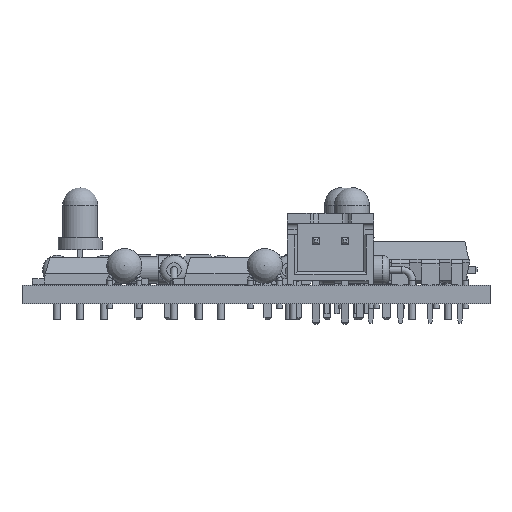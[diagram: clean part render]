
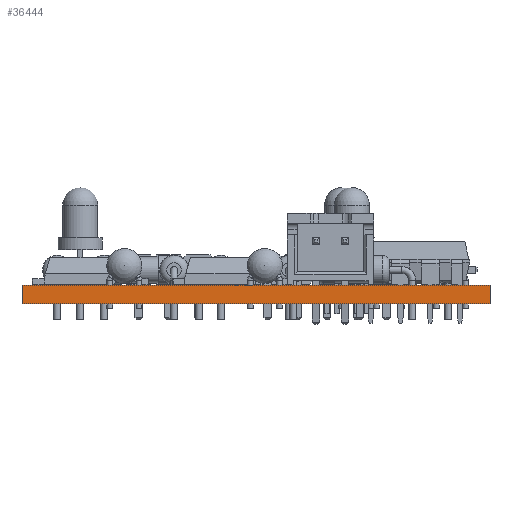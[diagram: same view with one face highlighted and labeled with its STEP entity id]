
A CAD part, front view. The second image highlights one B-rep face of the part: STEP entity #36444.
In plain terms, the highlighted planar face has unit normal (0, -1, 0).
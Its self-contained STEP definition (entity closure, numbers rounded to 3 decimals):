
#36444 = ADVANCED_FACE('',(#36445),#36479,.T.);
#36445 = FACE_BOUND('',#36446,.T.);
#36446 = EDGE_LOOP('',(#36447,#36457,#36465,#36473));
#36447 = ORIENTED_EDGE('',*,*,#36448,.T.);
#36448 = EDGE_CURVE('',#36449,#36451,#36453,.T.);
#36449 = VERTEX_POINT('',#36450);
#36450 = CARTESIAN_POINT('',(135.,-160.,0.));
#36451 = VERTEX_POINT('',#36452);
#36452 = CARTESIAN_POINT('',(135.,-160.,1.6));
#36453 = LINE('',#36454,#36455);
#36454 = CARTESIAN_POINT('',(135.,-160.,0.));
#36455 = VECTOR('',#36456,1.);
#36456 = DIRECTION('',(0.,0.,1.));
#36457 = ORIENTED_EDGE('',*,*,#36458,.T.);
#36458 = EDGE_CURVE('',#36451,#36459,#36461,.T.);
#36459 = VERTEX_POINT('',#36460);
#36460 = CARTESIAN_POINT('',(95.,-160.,1.6));
#36461 = LINE('',#36462,#36463);
#36462 = CARTESIAN_POINT('',(135.,-160.,1.6));
#36463 = VECTOR('',#36464,1.);
#36464 = DIRECTION('',(-1.,0.,0.));
#36465 = ORIENTED_EDGE('',*,*,#36466,.F.);
#36466 = EDGE_CURVE('',#36467,#36459,#36469,.T.);
#36467 = VERTEX_POINT('',#36468);
#36468 = CARTESIAN_POINT('',(95.,-160.,0.));
#36469 = LINE('',#36470,#36471);
#36470 = CARTESIAN_POINT('',(95.,-160.,0.));
#36471 = VECTOR('',#36472,1.);
#36472 = DIRECTION('',(0.,0.,1.));
#36473 = ORIENTED_EDGE('',*,*,#36474,.F.);
#36474 = EDGE_CURVE('',#36449,#36467,#36475,.T.);
#36475 = LINE('',#36476,#36477);
#36476 = CARTESIAN_POINT('',(135.,-160.,0.));
#36477 = VECTOR('',#36478,1.);
#36478 = DIRECTION('',(-1.,0.,0.));
#36479 = PLANE('',#36480);
#36480 = AXIS2_PLACEMENT_3D('',#36481,#36482,#36483);
#36481 = CARTESIAN_POINT('',(135.,-160.,0.));
#36482 = DIRECTION('',(0.,-1.,0.));
#36483 = DIRECTION('',(-1.,0.,0.));
